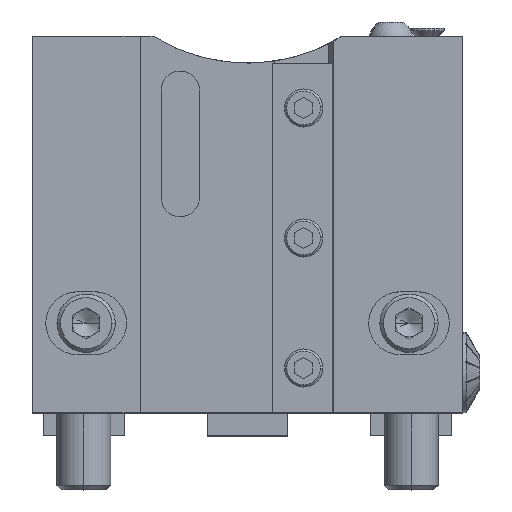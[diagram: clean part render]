
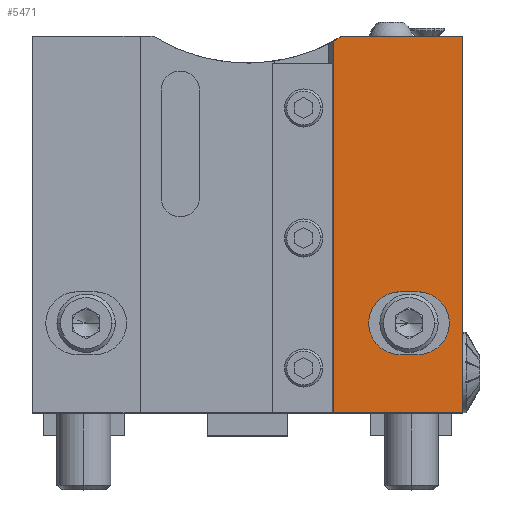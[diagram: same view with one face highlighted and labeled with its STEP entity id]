
A CAD part, top view. The second image highlights one B-rep face of the part: STEP entity #5471.
In plain terms, the highlighted planar face has unit normal (0, 0, 1).
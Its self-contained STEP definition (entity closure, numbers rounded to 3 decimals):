
#350 = FACE_OUTER_BOUND ( 'NONE', #16591, .T. ) ;
#383 = VERTEX_POINT ( 'NONE', #14459 ) ;
#463 = VECTOR ( 'NONE', #17744, 1000. ) ;
#900 = DIRECTION ( 'NONE',  ( 0., 0., -1. ) ) ;
#1116 = VERTEX_POINT ( 'NONE', #10417 ) ;
#1797 = DIRECTION ( 'NONE',  ( 1., 0., 0. ) ) ;
#2380 = ORIENTED_EDGE ( 'NONE', *, *, #4498, .T. ) ;
#2392 = VERTEX_POINT ( 'NONE', #17373 ) ;
#2428 = LINE ( 'NONE', #4762, #19089 ) ;
#2852 = EDGE_CURVE ( 'Defeatured_5_63+Defeatured_5_93+Defeatured_5_96+Defeatured_5_94', #20840, #17064, #17912, .T. ) ;
#2939 = FACE_BOUND ( 'NONE', #15796, .T. ) ;
#4178 = VERTEX_POINT ( 'NONE', #18178 ) ;
#4466 = DIRECTION ( 'NONE',  ( -1., 0., 0. ) ) ;
#4498 = EDGE_CURVE ( 'Defeatured_5_63+Defeatured_5_93+Defeatured_5_96+Defeatured_5_94', #4178, #20840, #12164, .T. ) ;
#4762 = CARTESIAN_POINT ( 'NONE',  ( 48., 84., 126.5 ) ) ;
#4944 = VECTOR ( 'NONE', #4466, 1000. ) ;
#5471 = ADVANCED_FACE ( 'Defeatured_5_63', ( #350, #2939 ), #19590, .T. ) ;
#6075 = VECTOR ( 'NONE', #6768, 1000. ) ;
#6212 = AXIS2_PLACEMENT_3D ( 'NONE', #14180, #14391, #19048 ) ;
#6267 = DIRECTION ( 'NONE',  ( 1., 0., 0. ) ) ;
#6325 = VERTEX_POINT ( 'NONE', #9391 ) ;
#6334 = DIRECTION ( 'NONE',  ( 0., 0., -1. ) ) ;
#6555 = DIRECTION ( 'NONE',  ( 0., 1., 0. ) ) ;
#6768 = DIRECTION ( 'NONE',  ( 0., 1., 0. ) ) ;
#7356 = CARTESIAN_POINT ( 'NONE',  ( 34., 27., 126.5 ) ) ;
#7364 = CIRCLE ( 'NONE', #6212, 7. ) ;
#7461 = CARTESIAN_POINT ( 'NONE',  ( 38., 13., 126.5 ) ) ;
#7639 = EDGE_CURVE ( 'Defeatured_5_63+Defeatured_5_73+Defeatured_5_82+Defeatured_5_24', #9214, #383, #10721, .T. ) ;
#7742 = DIRECTION ( 'NONE',  ( 1., 0., 0. ) ) ;
#7826 = EDGE_CURVE ( 'Defeatured_5_63+Defeatured_5_74+Defeatured_5_45+Defeatured_5_82', #12700, #1116, #18438, .T. ) ;
#8246 = EDGE_CURVE ( 'Defeatured_5_63+Defeatured_5_94+Defeatured_5_93+Defeatured_5_95', #17064, #6325, #20837, .T. ) ;
#8540 = ORIENTED_EDGE ( 'NONE', *, *, #12049, .T. ) ;
#8607 = VECTOR ( 'NONE', #7742, 1000. ) ;
#9214 = VERTEX_POINT ( 'NONE', #20044 ) ;
#9391 = CARTESIAN_POINT ( 'NONE',  ( 34., 13., 126.5 ) ) ;
#9507 = ORIENTED_EDGE ( 'NONE', *, *, #20943, .F. ) ;
#9544 = ORIENTED_EDGE ( 'NONE', *, *, #18534, .T. ) ;
#9881 = LINE ( 'NONE', #14848, #6075 ) ;
#10401 = ORIENTED_EDGE ( 'NONE', *, *, #8246, .T. ) ;
#10417 = CARTESIAN_POINT ( 'NONE',  ( 19.2, 82.909, 126.5 ) ) ;
#10549 = EDGE_CURVE ( 'Defeatured_5_63+Defeatured_5_95+Defeatured_5_94+Defeatured_5_96', #6325, #20022, #7364, .T. ) ;
#10721 = LINE ( 'NONE', #20004, #15098 ) ;
#11196 = CARTESIAN_POINT ( 'NONE',  ( 0., 118., 126.5 ) ) ;
#11503 = EDGE_CURVE ( 'Defeatured_5_63+Defeatured_5_96+Defeatured_5_95+Defeatured_5_93', #20022, #4178, #11944, .T. ) ;
#11944 = LINE ( 'NONE', #12761, #8607 ) ;
#12049 = EDGE_CURVE ( 'Defeatured_5_63+Defeatured_5_24+Defeatured_5_73+Defeatured_5_45', #383, #2392, #2428, .T. ) ;
#12164 = CIRCLE ( 'NONE', #18357, 7. ) ;
#12369 = DIRECTION ( 'NONE',  ( -1., 0., 0. ) ) ;
#12700 = VERTEX_POINT ( 'NONE', #14533 ) ;
#12761 = CARTESIAN_POINT ( 'NONE',  ( 38., 27., 126.5 ) ) ;
#12841 = CARTESIAN_POINT ( 'NONE',  ( 21.071, 84., 126.5 ) ) ;
#13080 = ORIENTED_EDGE ( 'NONE', *, *, #2852, .T. ) ;
#14050 = CARTESIAN_POINT ( 'NONE',  ( 38., 13., 126.5 ) ) ;
#14095 = CARTESIAN_POINT ( 'NONE',  ( 0., 118., 126.5 ) ) ;
#14172 = DIRECTION ( 'NONE',  ( 0., 0., -1. ) ) ;
#14180 = CARTESIAN_POINT ( 'NONE',  ( 34., 20., 126.5 ) ) ;
#14391 = DIRECTION ( 'NONE',  ( 0., 0., -1. ) ) ;
#14459 = CARTESIAN_POINT ( 'NONE',  ( 48., 0., 126.5 ) ) ;
#14533 = CARTESIAN_POINT ( 'NONE',  ( 21.071, 84., 126.5 ) ) ;
#14848 = CARTESIAN_POINT ( 'NONE',  ( 19.2, 118., 126.5 ) ) ;
#15053 = ORIENTED_EDGE ( 'NONE', *, *, #7826, .T. ) ;
#15098 = VECTOR ( 'NONE', #1797, 1000. ) ;
#15796 = EDGE_LOOP ( 'NONE', ( #18281, #2380, #13080, #10401, #19824 ) ) ;
#16591 = EDGE_LOOP ( 'NONE', ( #9507, #16741, #8540, #9544, #15053 ) ) ;
#16629 = LINE ( 'NONE', #12841, #463 ) ;
#16741 = ORIENTED_EDGE ( 'NONE', *, *, #7639, .T. ) ;
#16919 = AXIS2_PLACEMENT_3D ( 'NONE', #11196, #19290, #6267 ) ;
#17064 = VERTEX_POINT ( 'NONE', #14050 ) ;
#17373 = CARTESIAN_POINT ( 'NONE',  ( 48., 84., 126.5 ) ) ;
#17429 = AXIS2_PLACEMENT_3D ( 'NONE', #14095, #14172, #20484 ) ;
#17744 = DIRECTION ( 'NONE',  ( -1., 0., 0. ) ) ;
#17823 = DIRECTION ( 'NONE',  ( -1., 0., 0. ) ) ;
#17912 = CIRCLE ( 'NONE', #18865, 7. ) ;
#18178 = CARTESIAN_POINT ( 'NONE',  ( 38., 27., 126.5 ) ) ;
#18281 = ORIENTED_EDGE ( 'NONE', *, *, #11503, .T. ) ;
#18357 = AXIS2_PLACEMENT_3D ( 'NONE', #19586, #6334, #17823 ) ;
#18438 = CIRCLE ( 'NONE', #17429, 40. ) ;
#18534 = EDGE_CURVE ( 'Defeatured_5_63+Defeatured_5_45+Defeatured_5_24+Defeatured_5_74', #2392, #12700, #16629, .T. ) ;
#18865 = AXIS2_PLACEMENT_3D ( 'NONE', #20539, #900, #12369 ) ;
#19048 = DIRECTION ( 'NONE',  ( -1., 0., 0. ) ) ;
#19089 = VECTOR ( 'NONE', #6555, 1000. ) ;
#19290 = DIRECTION ( 'NONE',  ( 0., 0., 1. ) ) ;
#19586 = CARTESIAN_POINT ( 'NONE',  ( 38., 20., 126.5 ) ) ;
#19590 = PLANE ( 'NONE',  #16919 ) ;
#19732 = CARTESIAN_POINT ( 'NONE',  ( 45., 20., 126.5 ) ) ;
#19824 = ORIENTED_EDGE ( 'NONE', *, *, #10549, .T. ) ;
#20004 = CARTESIAN_POINT ( 'NONE',  ( 0., 0., 126.5 ) ) ;
#20022 = VERTEX_POINT ( 'NONE', #7356 ) ;
#20044 = CARTESIAN_POINT ( 'NONE',  ( 19.2, 0., 126.5 ) ) ;
#20484 = DIRECTION ( 'NONE',  ( 1., 0., 0. ) ) ;
#20539 = CARTESIAN_POINT ( 'NONE',  ( 38., 20., 126.5 ) ) ;
#20837 = LINE ( 'NONE', #7461, #4944 ) ;
#20840 = VERTEX_POINT ( 'NONE', #19732 ) ;
#20943 = EDGE_CURVE ( 'Defeatured_5_82+Defeatured_5_63+Defeatured_5_73+Defeatured_5_74', #9214, #1116, #9881, .T. ) ;
